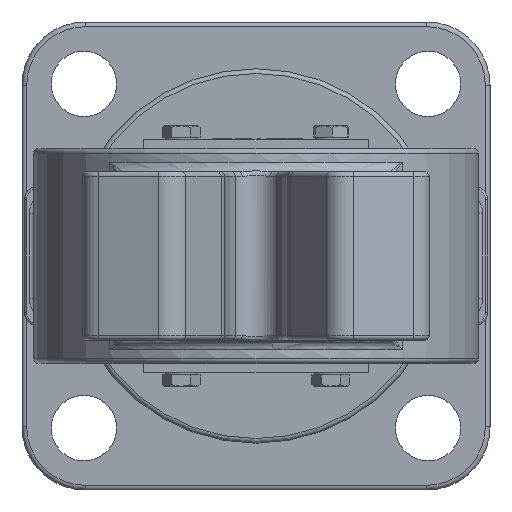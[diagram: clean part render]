
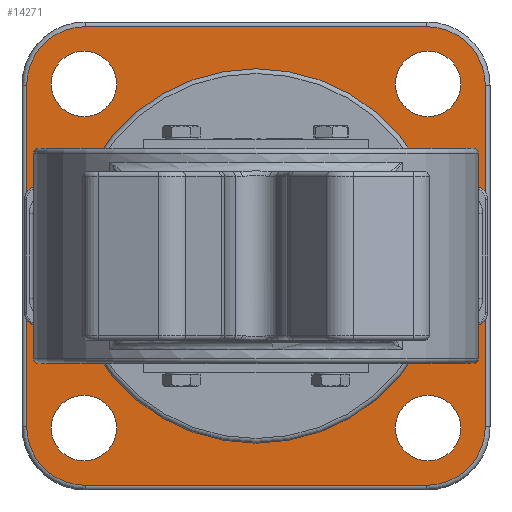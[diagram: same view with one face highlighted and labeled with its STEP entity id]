
A CAD part, front view. The second image highlights one B-rep face of the part: STEP entity #14271.
In plain terms, the highlighted planar face has unit normal (0, -1, 0).
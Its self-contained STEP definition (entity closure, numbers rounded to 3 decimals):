
#388=FACE_BOUND('',#2451,.T.);
#389=FACE_BOUND('',#2452,.T.);
#390=FACE_BOUND('',#2453,.T.);
#391=FACE_BOUND('',#2454,.T.);
#392=FACE_BOUND('',#2455,.T.);
#599=PLANE('',#16062);
#1578=FACE_OUTER_BOUND('',#2450,.T.);
#2450=EDGE_LOOP('',(#12023,#12024,#12025,#12026,#12027,#12028,#12029,#12030));
#2451=EDGE_LOOP('',(#12031));
#2452=EDGE_LOOP('',(#12032));
#2453=EDGE_LOOP('',(#12033));
#2454=EDGE_LOOP('',(#12034));
#2455=EDGE_LOOP('',(#12035));
#3383=CIRCLE('',#16031,40.);
#3387=CIRCLE('',#16036,12.5);
#3390=CIRCLE('',#16041,12.5);
#3394=CIRCLE('',#16047,12.5);
#3398=CIRCLE('',#16053,12.5);
#3402=CIRCLE('',#16063,7.);
#3403=CIRCLE('',#16064,7.);
#3404=CIRCLE('',#16065,7.);
#3405=CIRCLE('',#16066,7.);
#4282=LINE('',#25801,#5185);
#4284=LINE('',#25813,#5187);
#4286=LINE('',#25825,#5189);
#4288=LINE('',#25834,#5191);
#5185=VECTOR('',#20116,10.);
#5187=VECTOR('',#20130,10.);
#5189=VECTOR('',#20144,10.);
#5191=VECTOR('',#20156,10.);
#6334=VERTEX_POINT('',#25785);
#6335=VERTEX_POINT('',#25789);
#6338=VERTEX_POINT('',#25794);
#6340=VERTEX_POINT('',#25799);
#6342=VERTEX_POINT('',#25805);
#6344=VERTEX_POINT('',#25811);
#6346=VERTEX_POINT('',#25817);
#6348=VERTEX_POINT('',#25823);
#6350=VERTEX_POINT('',#25829);
#6356=VERTEX_POINT('',#25855);
#6357=VERTEX_POINT('',#25857);
#6358=VERTEX_POINT('',#25859);
#6359=VERTEX_POINT('',#25861);
#8232=EDGE_CURVE('',#6334,#6334,#3383,.T.);
#8236=EDGE_CURVE('',#6338,#6335,#3387,.T.);
#8238=EDGE_CURVE('',#6340,#6338,#4282,.T.);
#8241=EDGE_CURVE('',#6342,#6340,#3390,.T.);
#8244=EDGE_CURVE('',#6344,#6342,#4284,.T.);
#8247=EDGE_CURVE('',#6346,#6344,#3394,.T.);
#8250=EDGE_CURVE('',#6348,#6346,#4286,.T.);
#8253=EDGE_CURVE('',#6350,#6348,#3398,.T.);
#8255=EDGE_CURVE('',#6335,#6350,#4288,.T.);
#8266=EDGE_CURVE('',#6356,#6356,#3402,.T.);
#8267=EDGE_CURVE('',#6357,#6357,#3403,.T.);
#8268=EDGE_CURVE('',#6358,#6358,#3404,.T.);
#8269=EDGE_CURVE('',#6359,#6359,#3405,.T.);
#12023=ORIENTED_EDGE('',*,*,#8236,.F.);
#12024=ORIENTED_EDGE('',*,*,#8238,.F.);
#12025=ORIENTED_EDGE('',*,*,#8241,.F.);
#12026=ORIENTED_EDGE('',*,*,#8244,.F.);
#12027=ORIENTED_EDGE('',*,*,#8247,.F.);
#12028=ORIENTED_EDGE('',*,*,#8250,.F.);
#12029=ORIENTED_EDGE('',*,*,#8253,.F.);
#12030=ORIENTED_EDGE('',*,*,#8255,.F.);
#12031=ORIENTED_EDGE('',*,*,#8266,.T.);
#12032=ORIENTED_EDGE('',*,*,#8267,.T.);
#12033=ORIENTED_EDGE('',*,*,#8268,.T.);
#12034=ORIENTED_EDGE('',*,*,#8269,.T.);
#12035=ORIENTED_EDGE('',*,*,#8232,.T.);
#14271=ADVANCED_FACE('',(#1578,#388,#389,#390,#391,#392),#599,.T.);
#16031=AXIS2_PLACEMENT_3D('',#25787,#20100,#20101);
#16036=AXIS2_PLACEMENT_3D('',#25796,#20110,#20111);
#16041=AXIS2_PLACEMENT_3D('',#25807,#20122,#20123);
#16047=AXIS2_PLACEMENT_3D('',#25819,#20136,#20137);
#16053=AXIS2_PLACEMENT_3D('',#25831,#20150,#20151);
#16062=AXIS2_PLACEMENT_3D('',#25854,#20177,#20178);
#16063=AXIS2_PLACEMENT_3D('',#25856,#20179,#20180);
#16064=AXIS2_PLACEMENT_3D('',#25858,#20181,#20182);
#16065=AXIS2_PLACEMENT_3D('',#25860,#20183,#20184);
#16066=AXIS2_PLACEMENT_3D('',#25862,#20185,#20186);
#20100=DIRECTION('center_axis',(0.,1.,0.));
#20101=DIRECTION('ref_axis',(1.,0.,0.));
#20110=DIRECTION('center_axis',(0.,1.,0.));
#20111=DIRECTION('ref_axis',(-0.707,0.,0.707));
#20116=DIRECTION('',(0.,0.,1.));
#20122=DIRECTION('center_axis',(0.,1.,0.));
#20123=DIRECTION('ref_axis',(-0.707,0.,-0.707));
#20130=DIRECTION('',(-1.,0.,0.));
#20136=DIRECTION('center_axis',(0.,1.,0.));
#20137=DIRECTION('ref_axis',(0.707,0.,-0.707));
#20144=DIRECTION('',(0.,0.,-1.));
#20150=DIRECTION('center_axis',(0.,1.,0.));
#20151=DIRECTION('ref_axis',(0.707,0.,0.707));
#20156=DIRECTION('',(1.,0.,0.));
#20177=DIRECTION('center_axis',(0.,-1.,0.));
#20178=DIRECTION('ref_axis',(0.,0.,-1.));
#20179=DIRECTION('center_axis',(0.,1.,0.));
#20180=DIRECTION('ref_axis',(-1.,0.,0.));
#20181=DIRECTION('center_axis',(0.,1.,0.));
#20182=DIRECTION('ref_axis',(-1.,0.,0.));
#20183=DIRECTION('center_axis',(0.,1.,0.));
#20184=DIRECTION('ref_axis',(-1.,0.,0.));
#20185=DIRECTION('center_axis',(0.,1.,0.));
#20186=DIRECTION('ref_axis',(-1.,0.,0.));
#25785=CARTESIAN_POINT('',(-40.,-11.,0.));
#25787=CARTESIAN_POINT('Origin',(0.,-11.,0.));
#25789=CARTESIAN_POINT('',(-36.5,-11.,49.));
#25794=CARTESIAN_POINT('',(-49.,-11.,36.5));
#25796=CARTESIAN_POINT('Origin',(-36.5,-11.,36.5));
#25799=CARTESIAN_POINT('',(-49.,-11.,-36.5));
#25801=CARTESIAN_POINT('',(-49.,-11.,-18.25));
#25805=CARTESIAN_POINT('',(-36.5,-11.,-49.));
#25807=CARTESIAN_POINT('Origin',(-36.5,-11.,-36.5));
#25811=CARTESIAN_POINT('',(36.5,-11.,-49.));
#25813=CARTESIAN_POINT('',(18.25,-11.,-49.));
#25817=CARTESIAN_POINT('',(49.,-11.,-36.5));
#25819=CARTESIAN_POINT('Origin',(36.5,-11.,-36.5));
#25823=CARTESIAN_POINT('',(49.,-11.,36.5));
#25825=CARTESIAN_POINT('',(49.,-11.,18.25));
#25829=CARTESIAN_POINT('',(36.5,-11.,49.));
#25831=CARTESIAN_POINT('Origin',(36.5,-11.,36.5));
#25834=CARTESIAN_POINT('',(-18.25,-11.,49.));
#25854=CARTESIAN_POINT('Origin',(0.,-11.,0.));
#25855=CARTESIAN_POINT('',(29.77,-11.,36.77));
#25856=CARTESIAN_POINT('Origin',(36.77,-11.,36.77));
#25857=CARTESIAN_POINT('',(-43.77,-11.,36.77));
#25858=CARTESIAN_POINT('Origin',(-36.77,-11.,36.77));
#25859=CARTESIAN_POINT('',(-43.77,-11.,-36.77));
#25860=CARTESIAN_POINT('Origin',(-36.77,-11.,-36.77));
#25861=CARTESIAN_POINT('',(29.77,-11.,-36.77));
#25862=CARTESIAN_POINT('Origin',(36.77,-11.,-36.77));
